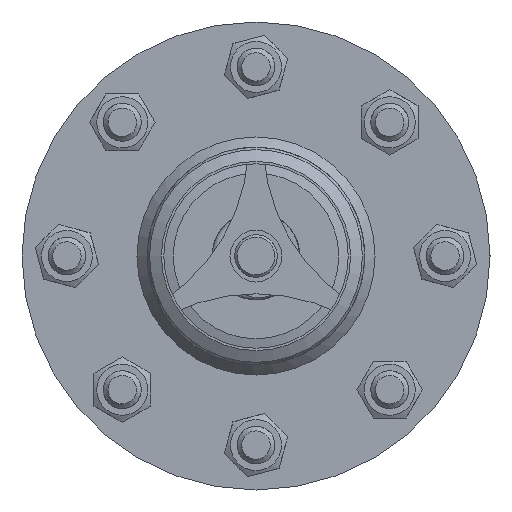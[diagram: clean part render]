
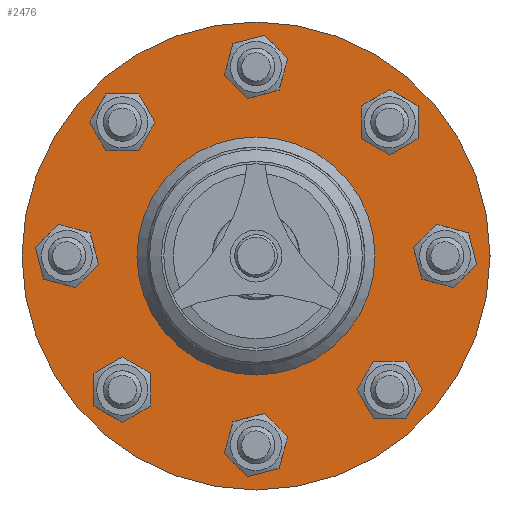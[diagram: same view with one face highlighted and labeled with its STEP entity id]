
A CAD part, left-side view. The second image highlights one B-rep face of the part: STEP entity #2476.
In plain terms, the highlighted planar face has unit normal (-1, 0, 0).
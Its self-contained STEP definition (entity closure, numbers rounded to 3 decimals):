
#2001=CARTESIAN_POINT('',(0.,-62.933,-62.933));
#2002=VERTEX_POINT('',#2001);
#2003=CARTESIAN_POINT('',(0.,-56.569,-56.569));
#2004=DIRECTION('',(1.0,0.,0.));
#2005=DIRECTION('',(0.,-0.707,-0.707));
#2006=AXIS2_PLACEMENT_3D('',#2003,#2004,#2005);
#2007=CIRCLE('',#2006,9.0);
#2008=EDGE_CURVE('',#2002,#2002,#2007,.T.);
#2029=CARTESIAN_POINT('',(0.,-89.0,0.));
#2030=VERTEX_POINT('',#2029);
#2031=CARTESIAN_POINT('',(0.,-80.0,0.));
#2032=DIRECTION('',(1.0,0.0,0.0));
#2033=DIRECTION('',(0.0,-1.0,0.0));
#2034=AXIS2_PLACEMENT_3D('',#2031,#2032,#2033);
#2035=CIRCLE('',#2034,9.0);
#2036=EDGE_CURVE('',#2030,#2030,#2035,.T.);
#2057=CARTESIAN_POINT('',(0.,-62.933,62.933));
#2058=VERTEX_POINT('',#2057);
#2059=CARTESIAN_POINT('',(0.,-56.569,56.569));
#2060=DIRECTION('',(1.0,0.,0.));
#2061=DIRECTION('',(0.,-0.707,0.707));
#2062=AXIS2_PLACEMENT_3D('',#2059,#2060,#2061);
#2063=CIRCLE('',#2062,9.0);
#2064=EDGE_CURVE('',#2058,#2058,#2063,.T.);
#2085=CARTESIAN_POINT('',(0.,0.,89.0));
#2086=VERTEX_POINT('',#2085);
#2087=CARTESIAN_POINT('',(0.,0.,80.));
#2088=DIRECTION('',(1.0,0.0,0.0));
#2089=DIRECTION('',(0.0,0.0,1.0));
#2090=AXIS2_PLACEMENT_3D('',#2087,#2088,#2089);
#2091=CIRCLE('',#2090,9.0);
#2092=EDGE_CURVE('',#2086,#2086,#2091,.T.);
#2113=CARTESIAN_POINT('',(0.,62.933,62.933));
#2114=VERTEX_POINT('',#2113);
#2115=CARTESIAN_POINT('',(0.,56.569,56.569));
#2116=DIRECTION('',(1.0,0.,0.));
#2117=DIRECTION('',(0.,0.707,0.707));
#2118=AXIS2_PLACEMENT_3D('',#2115,#2116,#2117);
#2119=CIRCLE('',#2118,9.0);
#2120=EDGE_CURVE('',#2114,#2114,#2119,.T.);
#2141=CARTESIAN_POINT('',(0.,89.0,0.));
#2142=VERTEX_POINT('',#2141);
#2143=CARTESIAN_POINT('',(0.,80.,0.));
#2144=DIRECTION('',(1.0,0.0,0.0));
#2145=DIRECTION('',(0.0,1.0,0.0));
#2146=AXIS2_PLACEMENT_3D('',#2143,#2144,#2145);
#2147=CIRCLE('',#2146,9.0);
#2148=EDGE_CURVE('',#2142,#2142,#2147,.T.);
#2169=CARTESIAN_POINT('',(0.,62.933,-62.933));
#2170=VERTEX_POINT('',#2169);
#2171=CARTESIAN_POINT('',(0.,56.569,-56.569));
#2172=DIRECTION('',(1.0,0.,0.));
#2173=DIRECTION('',(0.,0.707,-0.707));
#2174=AXIS2_PLACEMENT_3D('',#2171,#2172,#2173);
#2175=CIRCLE('',#2174,9.0);
#2176=EDGE_CURVE('',#2170,#2170,#2175,.T.);
#2197=CARTESIAN_POINT('',(0.,0.0,-89.0));
#2198=VERTEX_POINT('',#2197);
#2199=CARTESIAN_POINT('',(0.,0.,-80.0));
#2200=DIRECTION('',(1.0,0.0,0.0));
#2201=DIRECTION('',(0.0,0.0,-1.0));
#2202=AXIS2_PLACEMENT_3D('',#2199,#2200,#2201);
#2203=CIRCLE('',#2202,9.0);
#2204=EDGE_CURVE('',#2198,#2198,#2203,.T.);
#2349=CARTESIAN_POINT('',(0.,99.0,0.0));
#2350=VERTEX_POINT('',#2349);
#2351=CARTESIAN_POINT('',(0.,0.0,0.0));
#2352=DIRECTION('',(1.0,0.0,0.0));
#2353=DIRECTION('',(0.0,1.0,0.0));
#2354=AXIS2_PLACEMENT_3D('',#2351,#2352,#2353);
#2355=CIRCLE('',#2354,99.0);
#2356=EDGE_CURVE('',#2350,#2350,#2355,.T.);
#2426=CARTESIAN_POINT('',(0.,50.363,0.0));
#2427=VERTEX_POINT('',#2426);
#2428=CARTESIAN_POINT('',(0.,0.,0.0));
#2429=DIRECTION('',(1.0,0.0,0.0));
#2430=DIRECTION('',(0.0,1.0,0.0));
#2431=AXIS2_PLACEMENT_3D('',#2428,#2429,#2430);
#2432=CIRCLE('',#2431,50.363);
#2433=EDGE_CURVE('',#2427,#2427,#2432,.T.);
#2441=CARTESIAN_POINT('',(0.,74.681,0.0));
#2442=DIRECTION('',(-1.0,0.0,0.0));
#2443=DIRECTION('',(0.0,0.0,1.0));
#2444=AXIS2_PLACEMENT_3D('',#2441,#2442,#2443);
#2445=PLANE('',#2444);
#2446=ORIENTED_EDGE('',*,*,#2356,.F.);
#2447=EDGE_LOOP('',(#2446));
#2448=FACE_OUTER_BOUND('',#2447,.T.);
#2449=ORIENTED_EDGE('',*,*,#2008,.T.);
#2450=EDGE_LOOP('',(#2449));
#2451=FACE_BOUND('',#2450,.T.);
#2452=ORIENTED_EDGE('',*,*,#2036,.T.);
#2453=EDGE_LOOP('',(#2452));
#2454=FACE_BOUND('',#2453,.T.);
#2455=ORIENTED_EDGE('',*,*,#2064,.T.);
#2456=EDGE_LOOP('',(#2455));
#2457=FACE_BOUND('',#2456,.T.);
#2458=ORIENTED_EDGE('',*,*,#2092,.T.);
#2459=EDGE_LOOP('',(#2458));
#2460=FACE_BOUND('',#2459,.T.);
#2461=ORIENTED_EDGE('',*,*,#2120,.T.);
#2462=EDGE_LOOP('',(#2461));
#2463=FACE_BOUND('',#2462,.T.);
#2464=ORIENTED_EDGE('',*,*,#2148,.T.);
#2465=EDGE_LOOP('',(#2464));
#2466=FACE_BOUND('',#2465,.T.);
#2467=ORIENTED_EDGE('',*,*,#2176,.T.);
#2468=EDGE_LOOP('',(#2467));
#2469=FACE_BOUND('',#2468,.T.);
#2470=ORIENTED_EDGE('',*,*,#2204,.T.);
#2471=EDGE_LOOP('',(#2470));
#2472=FACE_BOUND('',#2471,.T.);
#2473=ORIENTED_EDGE('',*,*,#2433,.T.);
#2474=EDGE_LOOP('',(#2473));
#2475=FACE_BOUND('',#2474,.T.);
#2476=ADVANCED_FACE('',(#2448,#2451,#2454,#2457,#2460,#2463,#2466,#2469,#2472,#2475),#2445,.T.);
